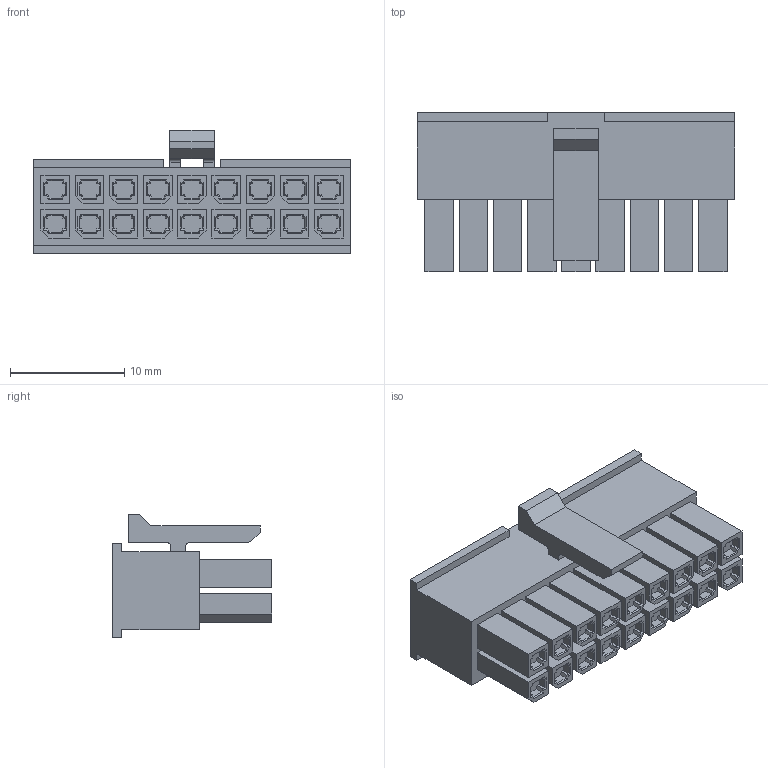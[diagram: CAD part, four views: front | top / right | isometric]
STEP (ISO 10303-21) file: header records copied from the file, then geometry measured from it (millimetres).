
FILE_DESCRIPTION( ('This file contains a STEP AP42 implementation' ,'as created by ZW3D STEP Interface translator.') ,'2;1' );
FILE_NAME( 'WF3001-2H09B01.stp' ,'231014.163217', (''), ('ZWCAD Software Co.'), 'Version 1.0', 'ZW3D to STEP translator', '' );
FILE_SCHEMA(('AUTOMOTIVE_DESIGN { 1 0 10303 214 1 1 1 1 }'));
Length unit declared in the file: millimetre
Products named in the file (2): 0; WF3001-2H09B01
Bounding box: 27.86 x 14 x 10.85 mm (x, y, z)
Volume: 1976.5 mm3; surface area: 2728.6 mm2
Topology: 55 solids, 55 shells, 952 faces, 2148 edges, 1360 vertices
Faces by surface type: plane 948, cylinder 4
Entity records: 26590 total; most frequent: CARTESIAN_POINT 4461, ORIENTED_EDGE 4296, DIRECTION 4062, EDGE_CURVE 2148, VECTOR 2140, LINE 2140, VERTEX_POINT 1360, EDGE_LOOP 1008
